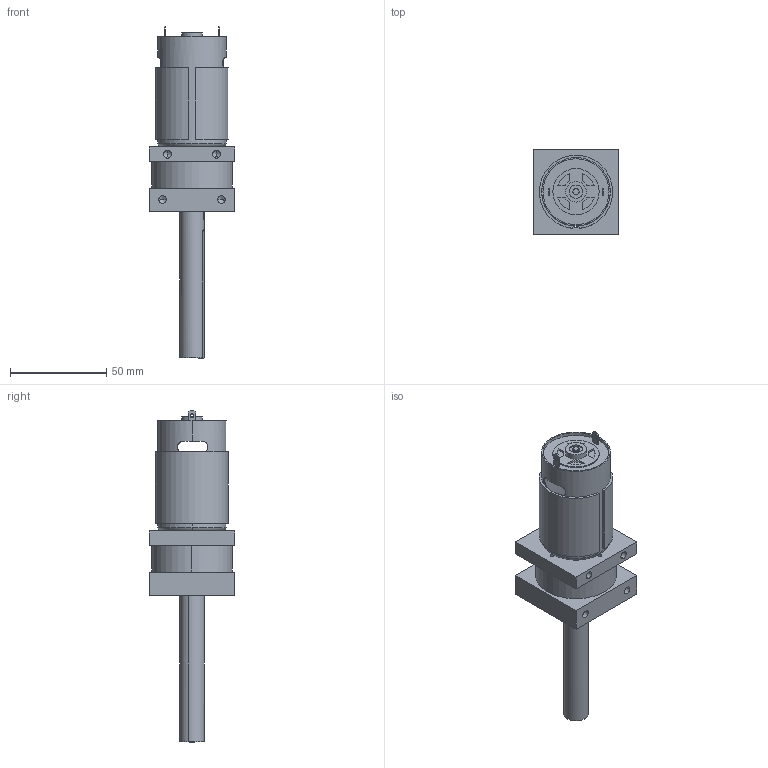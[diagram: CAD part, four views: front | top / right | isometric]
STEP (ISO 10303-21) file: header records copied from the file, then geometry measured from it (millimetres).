
FILE_DESCRIPTION((''),'2;1');
FILE_NAME('BB-42004.stp','2007-01-15T07:08:46',('uidk0133'),(''),'Autodesk Inventor (R) 6.0','Autodesk Inventor (R) 6.0','');
FILE_SCHEMA(('AUTOMOTIVE_DESIGN { 1 0 10303 214 1 1 1 1 }'));
Length unit declared in the file: inch
Products named in the file (7): BB-42004; BB6-FrontPlate; BB6-Bearing; BB6-Axle; BB6-RingGear; BB6-BackPlate; FisherPriceMotor
Assembly tree (7 placements, depth 2):
  BB-42004
    BB6-FrontPlate
    BB6-Bearing  x2
    BB6-Axle
    BB6-RingGear
    BB6-BackPlate
    FisherPriceMotor
Bounding box: 44.45 x 44.45 x 172.17 mm (x, y, z)
Volume: 65996.5 mm3; surface area: 43011.6 mm2
Topology: 7 solids, 7 shells, 305 faces, 756 edges, 479 vertices
Faces by surface type: cylinder 104, bspline 94, plane 85, cone 14, torus 6, sphere 2
Entity records: 10196 total; most frequent: CARTESIAN_POINT 3140, DIRECTION 1455, ORIENTED_EDGE 1398, EDGE_CURVE 699, AXIS2_PLACEMENT_3D 565, VERTEX_POINT 454, EDGE_LOOP 387, CIRCLE 358
